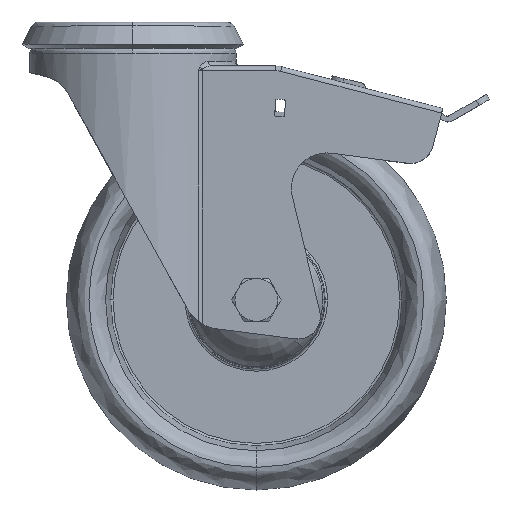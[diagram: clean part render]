
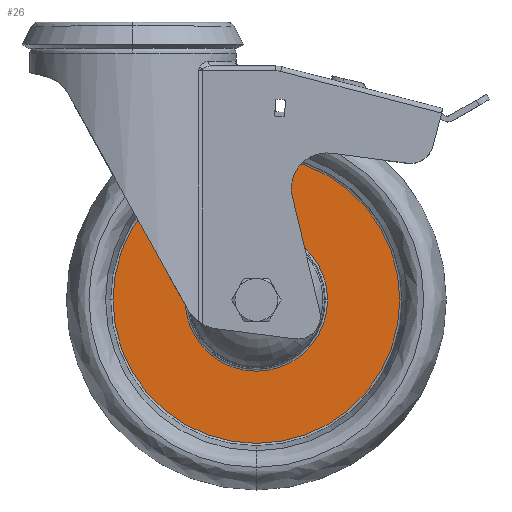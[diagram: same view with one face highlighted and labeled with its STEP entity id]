
A CAD part, top view. The second image highlights one B-rep face of the part: STEP entity #26.
In plain terms, the highlighted planar face has unit normal (0, 0, 1).
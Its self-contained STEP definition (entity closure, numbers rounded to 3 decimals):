
#26 = ADVANCED_FACE ( 'NONE', ( #6819, #2845 ), #19320, .F. ) ;
#587 = CIRCLE ( 'NONE', #7596, 29.997 ) ;
#1072 = CARTESIAN_POINT ( 'NONE',  ( -8.391, -117., 4.75 ) ) ;
#2393 = ORIENTED_EDGE ( 'NONE', *, *, #8514, .F. ) ;
#2495 = CIRCLE ( 'NONE', #17748, 29.997 ) ;
#2845 = FACE_BOUND ( 'NONE', #24031, .T. ) ;
#5095 = VERTEX_POINT ( 'NONE', #16270 ) ;
#5750 = CIRCLE ( 'NONE', #9702, 60.391 ) ;
#6036 = EDGE_CURVE ( 'NONE', #6497, #14337, #5750, .T. ) ;
#6497 = VERTEX_POINT ( 'NONE', #21752 ) ;
#6710 = CARTESIAN_POINT ( 'NONE',  ( 81.997, -117., 4.75 ) ) ;
#6819 = FACE_OUTER_BOUND ( 'NONE', #10748, .T. ) ;
#6949 = DIRECTION ( 'NONE',  ( 0., 0., -1. ) ) ;
#7022 = EDGE_CURVE ( 'NONE', #7715, #5095, #587, .T. ) ;
#7596 = AXIS2_PLACEMENT_3D ( 'NONE', #19585, #9524, #23956 ) ;
#7715 = VERTEX_POINT ( 'NONE', #6710 ) ;
#7817 = CARTESIAN_POINT ( 'NONE',  ( 52., -117., 4.75 ) ) ;
#8514 = EDGE_CURVE ( 'NONE', #14337, #6497, #16626, .T. ) ;
#9524 = DIRECTION ( 'NONE',  ( 0., 0., -1. ) ) ;
#9702 = AXIS2_PLACEMENT_3D ( 'NONE', #14209, #10917, #25741 ) ;
#10213 = ORIENTED_EDGE ( 'NONE', *, *, #6036, .F. ) ;
#10748 = EDGE_LOOP ( 'NONE', ( #2393, #10213 ) ) ;
#10917 = DIRECTION ( 'NONE',  ( 0., 0., -1. ) ) ;
#11407 = ORIENTED_EDGE ( 'NONE', *, *, #7022, .T. ) ;
#13627 = AXIS2_PLACEMENT_3D ( 'NONE', #18055, #19833, #24053 ) ;
#14209 = CARTESIAN_POINT ( 'NONE',  ( 52., -117., 4.75 ) ) ;
#14234 = DIRECTION ( 'NONE',  ( -1., 0., 0. ) ) ;
#14337 = VERTEX_POINT ( 'NONE', #1072 ) ;
#16270 = CARTESIAN_POINT ( 'NONE',  ( 22.003, -117., 4.75 ) ) ;
#16626 = CIRCLE ( 'NONE', #13627, 60.391 ) ;
#17305 = CARTESIAN_POINT ( 'NONE',  ( 52., -87.003, 4.75 ) ) ;
#17568 = EDGE_CURVE ( 'NONE', #5095, #7715, #2495, .T. ) ;
#17748 = AXIS2_PLACEMENT_3D ( 'NONE', #7817, #20451, #14234 ) ;
#18055 = CARTESIAN_POINT ( 'NONE',  ( 52., -117., 4.75 ) ) ;
#19320 = PLANE ( 'NONE',  #21262 ) ;
#19585 = CARTESIAN_POINT ( 'NONE',  ( 52., -117., 4.75 ) ) ;
#19833 = DIRECTION ( 'NONE',  ( 0., 0., -1. ) ) ;
#20451 = DIRECTION ( 'NONE',  ( 0., 0., -1. ) ) ;
#20666 = ORIENTED_EDGE ( 'NONE', *, *, #17568, .T. ) ;
#21262 = AXIS2_PLACEMENT_3D ( 'NONE', #17305, #6949, #21654 ) ;
#21654 = DIRECTION ( 'NONE',  ( -1., 0., 0. ) ) ;
#21752 = CARTESIAN_POINT ( 'NONE',  ( 112.391, -117., 4.75 ) ) ;
#23956 = DIRECTION ( 'NONE',  ( -1., 0., 0. ) ) ;
#24031 = EDGE_LOOP ( 'NONE', ( #20666, #11407 ) ) ;
#24053 = DIRECTION ( 'NONE',  ( -1., 0., 0. ) ) ;
#25741 = DIRECTION ( 'NONE',  ( -1., 0., 0. ) ) ;
